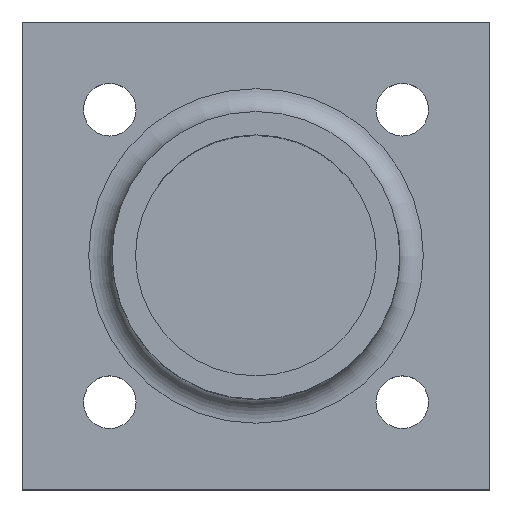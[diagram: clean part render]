
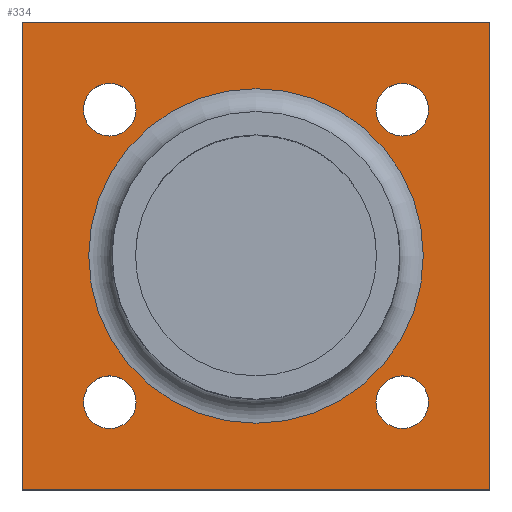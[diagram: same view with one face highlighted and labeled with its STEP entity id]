
A CAD part, top view. The second image highlights one B-rep face of the part: STEP entity #334.
In plain terms, the highlighted planar face has unit normal (0, 0, 1).
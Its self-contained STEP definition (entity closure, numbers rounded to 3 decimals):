
#15=PLANE('',#369);
#24=FACE_BOUND('',#119,.T.);
#25=FACE_BOUND('',#120,.T.);
#26=FACE_BOUND('',#121,.T.);
#27=FACE_BOUND('',#122,.T.);
#28=FACE_BOUND('',#123,.T.);
#48=LINE('',#574,#70);
#49=LINE('',#576,#71);
#50=LINE('',#578,#72);
#51=LINE('',#579,#73);
#70=VECTOR('',#412,10.);
#71=VECTOR('',#413,10.);
#72=VECTOR('',#414,10.);
#73=VECTOR('',#415,10.);
#100=FACE_OUTER_BOUND('',#118,.T.);
#118=EDGE_LOOP('',(#252,#253,#254,#255));
#119=EDGE_LOOP('',(#256));
#120=EDGE_LOOP('',(#257));
#121=EDGE_LOOP('',(#258));
#122=EDGE_LOOP('',(#259));
#123=EDGE_LOOP('',(#260));
#146=CIRCLE('',#366,14.3);
#148=CIRCLE('',#370,2.25);
#149=CIRCLE('',#371,2.25);
#150=CIRCLE('',#372,2.25);
#151=CIRCLE('',#373,2.25);
#159=VERTEX_POINT('',#484);
#166=VERTEX_POINT('',#572);
#167=VERTEX_POINT('',#573);
#168=VERTEX_POINT('',#575);
#169=VERTEX_POINT('',#577);
#170=VERTEX_POINT('',#580);
#171=VERTEX_POINT('',#582);
#172=VERTEX_POINT('',#584);
#173=VERTEX_POINT('',#586);
#192=EDGE_CURVE('',#159,#159,#146,.T.);
#201=EDGE_CURVE('',#166,#167,#48,.T.);
#202=EDGE_CURVE('',#167,#168,#49,.T.);
#203=EDGE_CURVE('',#168,#169,#50,.T.);
#204=EDGE_CURVE('',#169,#166,#51,.T.);
#205=EDGE_CURVE('',#170,#170,#148,.T.);
#206=EDGE_CURVE('',#171,#171,#149,.T.);
#207=EDGE_CURVE('',#172,#172,#150,.T.);
#208=EDGE_CURVE('',#173,#173,#151,.T.);
#252=ORIENTED_EDGE('',*,*,#201,.T.);
#253=ORIENTED_EDGE('',*,*,#202,.T.);
#254=ORIENTED_EDGE('',*,*,#203,.T.);
#255=ORIENTED_EDGE('',*,*,#204,.T.);
#256=ORIENTED_EDGE('',*,*,#205,.T.);
#257=ORIENTED_EDGE('',*,*,#206,.T.);
#258=ORIENTED_EDGE('',*,*,#207,.T.);
#259=ORIENTED_EDGE('',*,*,#208,.T.);
#260=ORIENTED_EDGE('',*,*,#192,.F.);
#334=ADVANCED_FACE('',(#100,#24,#25,#26,#27,#28),#15,.T.);
#366=AXIS2_PLACEMENT_3D('',#486,#402,#403);
#369=AXIS2_PLACEMENT_3D('',#571,#410,#411);
#370=AXIS2_PLACEMENT_3D('',#581,#416,#417);
#371=AXIS2_PLACEMENT_3D('',#583,#418,#419);
#372=AXIS2_PLACEMENT_3D('',#585,#420,#421);
#373=AXIS2_PLACEMENT_3D('',#587,#422,#423);
#402=DIRECTION('center_axis',(0.,0.,1.));
#403=DIRECTION('ref_axis',(-1.,0.,0.));
#410=DIRECTION('center_axis',(0.,0.,1.));
#411=DIRECTION('ref_axis',(1.,0.,0.));
#412=DIRECTION('',(-1.,0.,0.));
#413=DIRECTION('',(0.,-1.,0.));
#414=DIRECTION('',(1.,0.,0.));
#415=DIRECTION('',(0.,1.,0.));
#416=DIRECTION('center_axis',(0.,0.,-1.));
#417=DIRECTION('ref_axis',(1.,0.,0.));
#418=DIRECTION('center_axis',(0.,0.,-1.));
#419=DIRECTION('ref_axis',(1.,0.,0.));
#420=DIRECTION('center_axis',(0.,0.,-1.));
#421=DIRECTION('ref_axis',(1.,0.,0.));
#422=DIRECTION('center_axis',(0.,0.,-1.));
#423=DIRECTION('ref_axis',(1.,0.,0.));
#484=CARTESIAN_POINT('',(14.3,0.,4.));
#486=CARTESIAN_POINT('Origin',(0.,0.,4.));
#571=CARTESIAN_POINT('Origin',(0.,0.,4.));
#572=CARTESIAN_POINT('',(20.,20.,4.));
#573=CARTESIAN_POINT('',(-20.,20.,4.));
#574=CARTESIAN_POINT('',(-20.,20.,4.));
#575=CARTESIAN_POINT('',(-20.,-20.,4.));
#576=CARTESIAN_POINT('',(-20.,-20.,4.));
#577=CARTESIAN_POINT('',(20.,-20.,4.));
#578=CARTESIAN_POINT('',(20.,-20.,4.));
#579=CARTESIAN_POINT('',(20.,20.,4.));
#580=CARTESIAN_POINT('',(-14.75,-12.5,4.));
#581=CARTESIAN_POINT('Origin',(-12.5,-12.5,4.));
#582=CARTESIAN_POINT('',(-14.75,12.5,4.));
#583=CARTESIAN_POINT('Origin',(-12.5,12.5,4.));
#584=CARTESIAN_POINT('',(10.25,12.5,4.));
#585=CARTESIAN_POINT('Origin',(12.5,12.5,4.));
#586=CARTESIAN_POINT('',(10.25,-12.5,4.));
#587=CARTESIAN_POINT('Origin',(12.5,-12.5,4.));
